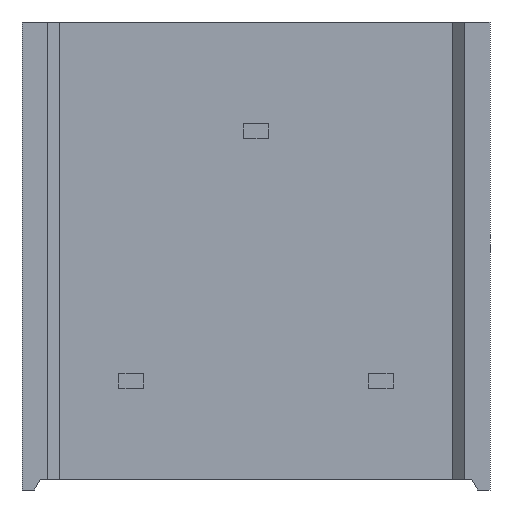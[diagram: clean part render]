
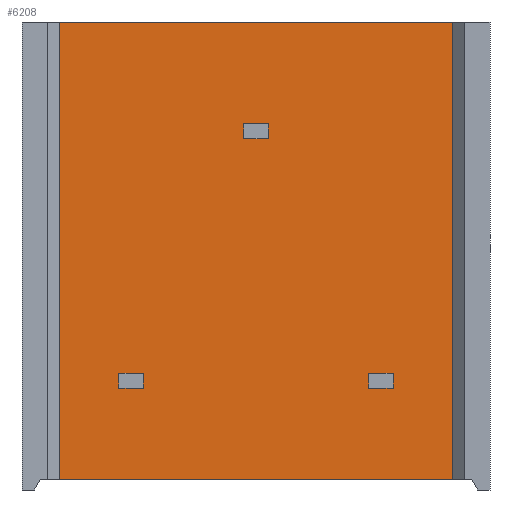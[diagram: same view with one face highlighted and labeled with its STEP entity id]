
A CAD part, front view. The second image highlights one B-rep face of the part: STEP entity #6208.
In plain terms, the highlighted planar face has unit normal (0, -1, 0).
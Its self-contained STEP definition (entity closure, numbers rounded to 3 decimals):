
#52=LINE('',#7724,#388);
#114=LINE('',#8522,#450);
#169=LINE('',#9228,#505);
#170=LINE('',#9231,#506);
#171=LINE('',#9233,#507);
#172=LINE('',#9235,#508);
#173=LINE('',#9236,#509);
#174=LINE('',#9239,#510);
#175=LINE('',#9241,#511);
#176=LINE('',#9243,#512);
#177=LINE('',#9244,#513);
#178=LINE('',#9247,#514);
#179=LINE('',#9249,#515);
#180=LINE('',#9251,#516);
#181=LINE('',#9252,#517);
#182=LINE('',#9253,#518);
#388=VECTOR('',#6659,1000.);
#450=VECTOR('',#6747,1000.);
#505=VECTOR('',#6896,1000.);
#506=VECTOR('',#6897,1000.);
#507=VECTOR('',#6898,1000.);
#508=VECTOR('',#6899,1000.);
#509=VECTOR('',#6900,1000.);
#510=VECTOR('',#6901,1000.);
#511=VECTOR('',#6902,1000.);
#512=VECTOR('',#6903,1000.);
#513=VECTOR('',#6904,1000.);
#514=VECTOR('',#6905,1000.);
#515=VECTOR('',#6906,1000.);
#516=VECTOR('',#6907,1000.);
#517=VECTOR('',#6908,1000.);
#518=VECTOR('',#6909,1000.);
#1222=ORIENTED_EDGE('',*,*,#2376,.T.);
#1223=ORIENTED_EDGE('',*,*,#2377,.T.);
#1224=ORIENTED_EDGE('',*,*,#2378,.T.);
#1225=ORIENTED_EDGE('',*,*,#2379,.T.);
#1226=ORIENTED_EDGE('',*,*,#2380,.T.);
#1227=ORIENTED_EDGE('',*,*,#2381,.T.);
#1228=ORIENTED_EDGE('',*,*,#2382,.T.);
#1229=ORIENTED_EDGE('',*,*,#2383,.T.);
#1230=ORIENTED_EDGE('',*,*,#2384,.T.);
#1231=ORIENTED_EDGE('',*,*,#2385,.T.);
#1232=ORIENTED_EDGE('',*,*,#2386,.T.);
#1233=ORIENTED_EDGE('',*,*,#2387,.T.);
#1234=ORIENTED_EDGE('',*,*,#2388,.T.);
#1235=ORIENTED_EDGE('',*,*,#2094,.T.);
#1236=ORIENTED_EDGE('',*,*,#2389,.F.);
#1237=ORIENTED_EDGE('',*,*,#2271,.F.);
#2094=EDGE_CURVE('',#2759,#2760,#52,.T.);
#2271=EDGE_CURVE('',#2929,#2930,#114,.T.);
#2376=EDGE_CURVE('',#2981,#2982,#169,.T.);
#2377=EDGE_CURVE('',#2982,#2983,#170,.T.);
#2378=EDGE_CURVE('',#2983,#2984,#171,.T.);
#2379=EDGE_CURVE('',#2984,#2981,#172,.T.);
#2380=EDGE_CURVE('',#2985,#2986,#173,.T.);
#2381=EDGE_CURVE('',#2986,#2987,#174,.T.);
#2382=EDGE_CURVE('',#2987,#2988,#175,.T.);
#2383=EDGE_CURVE('',#2988,#2985,#176,.T.);
#2384=EDGE_CURVE('',#2989,#2990,#177,.T.);
#2385=EDGE_CURVE('',#2990,#2991,#178,.T.);
#2386=EDGE_CURVE('',#2991,#2992,#179,.T.);
#2387=EDGE_CURVE('',#2992,#2989,#180,.T.);
#2388=EDGE_CURVE('',#2929,#2759,#181,.T.);
#2389=EDGE_CURVE('',#2930,#2760,#182,.T.);
#2759=VERTEX_POINT('',#7725);
#2760=VERTEX_POINT('',#7726);
#2929=VERTEX_POINT('',#8521);
#2930=VERTEX_POINT('',#8523);
#2981=VERTEX_POINT('',#9229);
#2982=VERTEX_POINT('',#9230);
#2983=VERTEX_POINT('',#9232);
#2984=VERTEX_POINT('',#9234);
#2985=VERTEX_POINT('',#9237);
#2986=VERTEX_POINT('',#9238);
#2987=VERTEX_POINT('',#9240);
#2988=VERTEX_POINT('',#9242);
#2989=VERTEX_POINT('',#9245);
#2990=VERTEX_POINT('',#9246);
#2991=VERTEX_POINT('',#9248);
#2992=VERTEX_POINT('',#9250);
#3580=EDGE_LOOP('',(#1222,#1223,#1224,#1225));
#3581=EDGE_LOOP('',(#1226,#1227,#1228,#1229));
#3582=EDGE_LOOP('',(#1230,#1231,#1232,#1233));
#3583=EDGE_LOOP('',(#1234,#1235,#1236,#1237));
#3878=FACE_BOUND('',#3580,.T.);
#3879=FACE_BOUND('',#3581,.T.);
#3880=FACE_BOUND('',#3582,.T.);
#3881=FACE_BOUND('',#3583,.T.);
#4136=PLANE('',#6466);
#6208=ADVANCED_FACE('',(#3878,#3879,#3880,#3881),#4136,.F.);
#6466=AXIS2_PLACEMENT_3D('',#9227,#6894,#6895);
#6659=DIRECTION('',(-1.,0.,0.));
#6747=DIRECTION('',(-1.,0.,0.));
#6894=DIRECTION('',(0.,1.,0.));
#6895=DIRECTION('',(-1.,0.,0.));
#6896=DIRECTION('',(1.,0.,0.));
#6897=DIRECTION('',(0.,0.,-1.));
#6898=DIRECTION('',(-1.,0.,0.));
#6899=DIRECTION('',(0.,0.,1.));
#6900=DIRECTION('',(1.,0.,0.));
#6901=DIRECTION('',(0.,0.,-1.));
#6902=DIRECTION('',(-1.,0.,0.));
#6903=DIRECTION('',(0.,0.,1.));
#6904=DIRECTION('',(1.,0.,0.));
#6905=DIRECTION('',(0.,0.,-1.));
#6906=DIRECTION('',(-1.,0.,0.));
#6907=DIRECTION('',(0.,0.,1.));
#6908=DIRECTION('',(0.,0.,1.));
#6909=DIRECTION('',(0.,0.,1.));
#7724=CARTESIAN_POINT('',(4.,-4.58,4.76));
#7725=CARTESIAN_POINT('',(4.,-4.58,4.76));
#7726=CARTESIAN_POINT('',(-4.,-4.58,4.76));
#8521=CARTESIAN_POINT('',(4.,-4.58,-4.543));
#8522=CARTESIAN_POINT('',(4.385,-4.58,-4.543));
#8523=CARTESIAN_POINT('',(-4.,-4.58,-4.543));
#9227=CARTESIAN_POINT('',(4.,-4.58,-45.24));
#9228=CARTESIAN_POINT('',(2.29,-4.58,-2.39));
#9229=CARTESIAN_POINT('',(2.29,-4.58,-2.39));
#9230=CARTESIAN_POINT('',(2.79,-4.58,-2.39));
#9231=CARTESIAN_POINT('',(2.79,-4.58,-2.39));
#9232=CARTESIAN_POINT('',(2.79,-4.58,-2.69));
#9233=CARTESIAN_POINT('',(2.79,-4.58,-2.69));
#9234=CARTESIAN_POINT('',(2.29,-4.58,-2.69));
#9235=CARTESIAN_POINT('',(2.29,-4.58,-2.69));
#9236=CARTESIAN_POINT('',(-2.79,-4.58,-2.39));
#9237=CARTESIAN_POINT('',(-2.79,-4.58,-2.39));
#9238=CARTESIAN_POINT('',(-2.29,-4.58,-2.39));
#9239=CARTESIAN_POINT('',(-2.29,-4.58,-2.39));
#9240=CARTESIAN_POINT('',(-2.29,-4.58,-2.69));
#9241=CARTESIAN_POINT('',(-2.29,-4.58,-2.69));
#9242=CARTESIAN_POINT('',(-2.79,-4.58,-2.69));
#9243=CARTESIAN_POINT('',(-2.79,-4.58,-2.69));
#9244=CARTESIAN_POINT('',(-0.25,-4.58,2.69));
#9245=CARTESIAN_POINT('',(-0.25,-4.58,2.69));
#9246=CARTESIAN_POINT('',(0.25,-4.58,2.69));
#9247=CARTESIAN_POINT('',(0.25,-4.58,2.69));
#9248=CARTESIAN_POINT('',(0.25,-4.58,2.39));
#9249=CARTESIAN_POINT('',(0.25,-4.58,2.39));
#9250=CARTESIAN_POINT('',(-0.25,-4.58,2.39));
#9251=CARTESIAN_POINT('',(-0.25,-4.58,2.39));
#9252=CARTESIAN_POINT('',(4.,-4.58,-45.24));
#9253=CARTESIAN_POINT('',(-4.,-4.58,-45.24));
